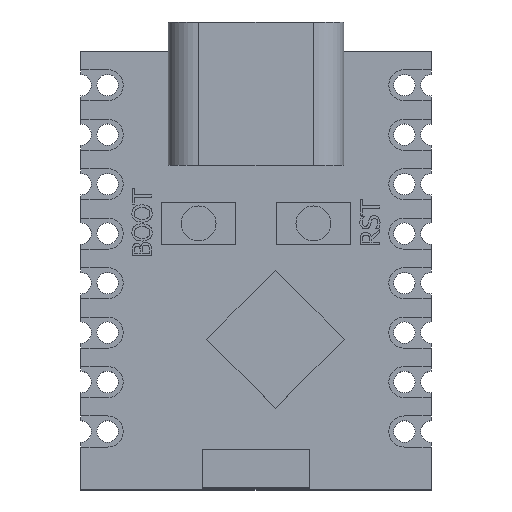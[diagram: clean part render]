
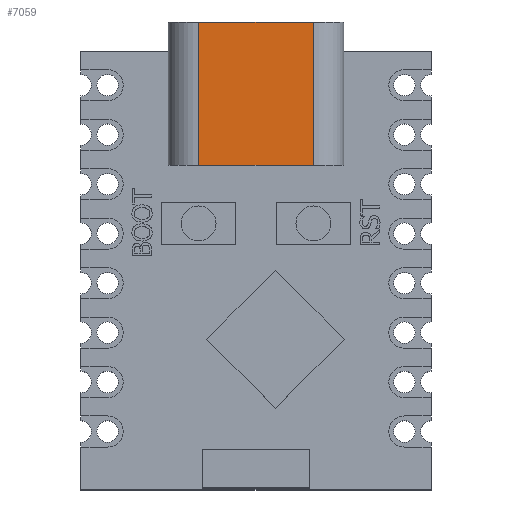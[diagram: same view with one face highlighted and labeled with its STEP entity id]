
A CAD part, top view. The second image highlights one B-rep face of the part: STEP entity #7059.
In plain terms, the highlighted planar face has unit normal (0, 0, 1).
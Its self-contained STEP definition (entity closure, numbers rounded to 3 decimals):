
#914=FACE_OUTER_BOUND('',#1304,.T.);
#1304=EDGE_LOOP('',(#5799,#5800,#5801,#5802));
#1959=LINE('',#12077,#2637);
#1963=LINE('',#12085,#2641);
#1964=LINE('',#12088,#2642);
#1965=LINE('',#12089,#2643);
#2637=VECTOR('',#8923,10.);
#2641=VECTOR('',#8933,10.);
#2642=VECTOR('',#8936,10.);
#2643=VECTOR('',#8937,10.);
#3362=VERTEX_POINT('',#12070);
#3365=VERTEX_POINT('',#12075);
#3366=VERTEX_POINT('',#12083);
#3367=VERTEX_POINT('',#12087);
#4253=EDGE_CURVE('',#3365,#3362,#1959,.T.);
#4258=EDGE_CURVE('',#3365,#3366,#1963,.T.);
#4259=EDGE_CURVE('',#3367,#3366,#1964,.T.);
#4260=EDGE_CURVE('',#3362,#3367,#1965,.T.);
#5799=ORIENTED_EDGE('',*,*,#4253,.F.);
#5800=ORIENTED_EDGE('',*,*,#4258,.T.);
#5801=ORIENTED_EDGE('',*,*,#4259,.F.);
#5802=ORIENTED_EDGE('',*,*,#4260,.F.);
#6470=PLANE('',#7509);
#7059=ADVANCED_FACE('',(#914),#6470,.T.);
#7509=AXIS2_PLACEMENT_3D('',#12086,#8934,#8935);
#8923=DIRECTION('',(1.,0.,0.));
#8933=DIRECTION('',(0.,-1.,0.));
#8934=DIRECTION('center_axis',(0.,0.,1.));
#8935=DIRECTION('ref_axis',(-1.,0.,0.));
#8936=DIRECTION('',(-1.,0.,0.));
#8937=DIRECTION('',(0.,-1.,0.));
#12070=CARTESIAN_POINT('',(2.94,12.76,3.57));
#12075=CARTESIAN_POINT('',(-2.94,12.76,3.57));
#12077=CARTESIAN_POINT('',(-2.94,12.76,3.57));
#12083=CARTESIAN_POINT('',(-2.94,5.41,3.57));
#12085=CARTESIAN_POINT('',(-2.94,12.76,3.57));
#12086=CARTESIAN_POINT('Origin',(2.94,12.76,3.57));
#12087=CARTESIAN_POINT('',(2.94,5.41,3.57));
#12088=CARTESIAN_POINT('',(-2.94,5.41,3.57));
#12089=CARTESIAN_POINT('',(2.94,12.76,3.57));
